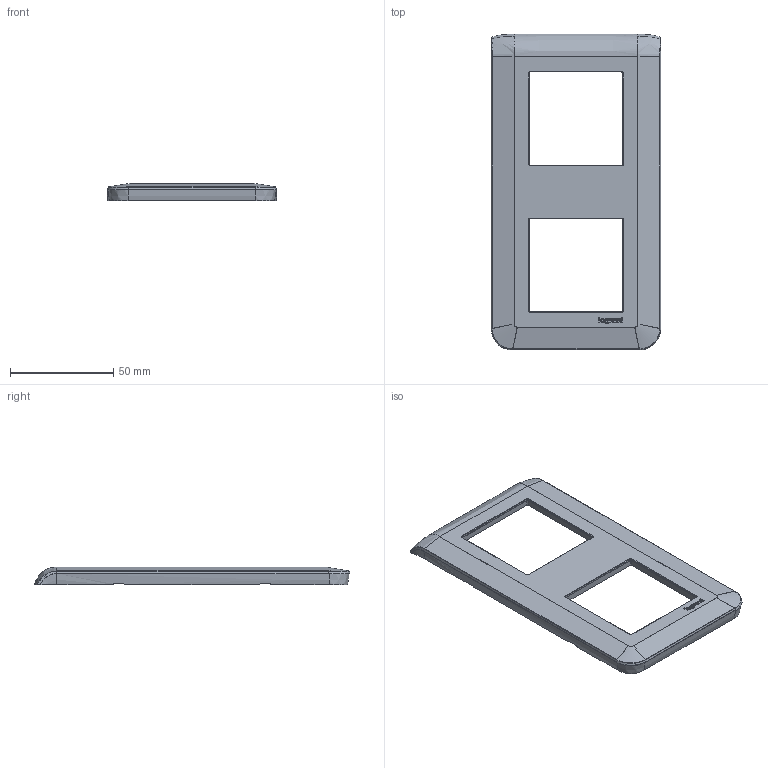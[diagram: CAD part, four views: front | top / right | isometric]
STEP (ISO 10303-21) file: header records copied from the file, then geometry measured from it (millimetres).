
FILE_DESCRIPTION(('CATIA V5 STEP Exchange','CAx-IF Rec.Pracs.--- Model Styling and Organization---1.5--- 2016-08-15','CAx-IF Rec.Pracs.---Supplemental Geometry---1.0---2011-11-01','CAx-IF Rec.Pracs.--- Composite Materials ---1.1---2010-07-15'),'2;1');
FILE_NAME('277822L.stp','2023-12-14T07:55:42+00:00',('none'),('none'),'CATIA Version 5-6 Release 2020 SP3','CATIA V5 STEP AP214 v2','none');
FILE_SCHEMA(('AUTOMOTIVE_DESIGN { 1 0 10303 214 1 1 1 1 }'));
Products named in the file (1): ED07513_A
Bounding box: 82 x 153 x 8.6 mm (x, y, z)
Volume: 19905.7 mm3; surface area: 27676.9 mm2
Topology: 2 solids, 2 shells, 921 faces, 2540 edges, 1612 vertices
Faces by surface type: plane 370, cylinder 283, bspline 229, sphere 26, cone 7, extrusion 6
Entity records: 42580 total; most frequent: CARTESIAN_POINT 23432, ORIENTED_EDGE 5028, EDGE_CURVE 2514, DIRECTION 2077, VERTEX_POINT 1612, B_SPLINE_CURVE_WITH_KNOTS 1259, VECTOR 1109, LINE 1103
